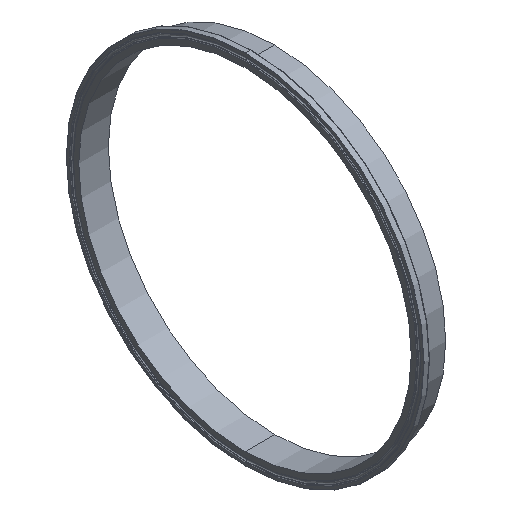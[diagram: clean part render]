
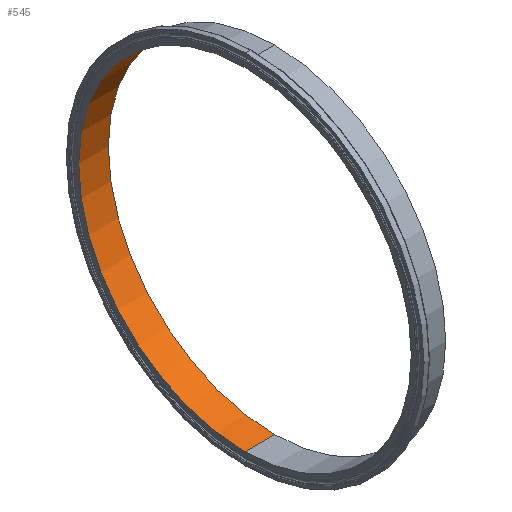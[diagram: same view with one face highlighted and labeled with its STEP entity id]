
A CAD part, isometric view. The second image highlights one B-rep face of the part: STEP entity #545.
In plain terms, the highlighted cylindrical face has radius 157.355 mm (diameter 314.71 mm), a partial arc.
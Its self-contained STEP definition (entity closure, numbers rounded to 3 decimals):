
#8 = DIRECTION ( 'NONE',  ( -1., 0., 0. ) ) ;
#9 = DIRECTION ( 'NONE',  ( -1., 0., 0. ) ) ;
#34 = ORIENTED_EDGE ( 'NONE', *, *, #225, .T. ) ;
#60 = VECTOR ( 'NONE', #9, 1000. ) ;
#81 = ORIENTED_EDGE ( 'NONE', *, *, #740, .T. ) ;
#121 = DIRECTION ( 'NONE',  ( -1., 0., 0. ) ) ;
#136 = DIRECTION ( 'NONE',  ( 0., 0., 1. ) ) ;
#152 = VERTEX_POINT ( 'NONE', #192 ) ;
#184 = CARTESIAN_POINT ( 'NONE',  ( 0., 0., -157.355 ) ) ;
#192 = CARTESIAN_POINT ( 'NONE',  ( 0., 0., 157.355 ) ) ;
#197 = DIRECTION ( 'NONE',  ( 0., 0., 1. ) ) ;
#199 = CYLINDRICAL_SURFACE ( 'NONE', #654, 157.355 ) ;
#219 = CARTESIAN_POINT ( 'NONE',  ( 0., 0., 0. ) ) ;
#225 = EDGE_CURVE ( 'NONE', #322, #152, #254, .T. ) ;
#241 = CARTESIAN_POINT ( 'NONE',  ( 0., 0., -157.355 ) ) ;
#254 = LINE ( 'NONE', #497, #60 ) ;
#276 = AXIS2_PLACEMENT_3D ( 'NONE', #518, #663, #315 ) ;
#279 = FACE_OUTER_BOUND ( 'NONE', #548, .T. ) ;
#300 = VECTOR ( 'NONE', #8, 1000. ) ;
#315 = DIRECTION ( 'NONE',  ( 0., 0., 1. ) ) ;
#322 = VERTEX_POINT ( 'NONE', #365 ) ;
#365 = CARTESIAN_POINT ( 'NONE',  ( 28., 0., 157.355 ) ) ;
#388 = VERTEX_POINT ( 'NONE', #184 ) ;
#400 = AXIS2_PLACEMENT_3D ( 'NONE', #486, #121, #197 ) ;
#404 = EDGE_CURVE ( 'NONE', #592, #388, #586, .T. ) ;
#439 = CIRCLE ( 'NONE', #400, 157.355 ) ;
#473 = EDGE_CURVE ( 'NONE', #322, #592, #516, .T. ) ;
#486 = CARTESIAN_POINT ( 'NONE',  ( 0., 0., 0. ) ) ;
#497 = CARTESIAN_POINT ( 'NONE',  ( 0., 0., 157.355 ) ) ;
#508 = ORIENTED_EDGE ( 'NONE', *, *, #473, .F. ) ;
#516 = CIRCLE ( 'NONE', #276, 157.355 ) ;
#518 = CARTESIAN_POINT ( 'NONE',  ( 28., 0., 0. ) ) ;
#545 = ADVANCED_FACE ( 'NONE', ( #279 ), #199, .F. ) ;
#548 = EDGE_LOOP ( 'NONE', ( #599, #508, #34, #81 ) ) ;
#586 = LINE ( 'NONE', #241, #300 ) ;
#592 = VERTEX_POINT ( 'NONE', #693 ) ;
#599 = ORIENTED_EDGE ( 'NONE', *, *, #404, .F. ) ;
#654 = AXIS2_PLACEMENT_3D ( 'NONE', #219, #722, #136 ) ;
#663 = DIRECTION ( 'NONE',  ( -1., 0., 0. ) ) ;
#693 = CARTESIAN_POINT ( 'NONE',  ( 28., 0., -157.355 ) ) ;
#722 = DIRECTION ( 'NONE',  ( -1., 0., 0. ) ) ;
#740 = EDGE_CURVE ( 'NONE', #152, #388, #439, .T. ) ;
